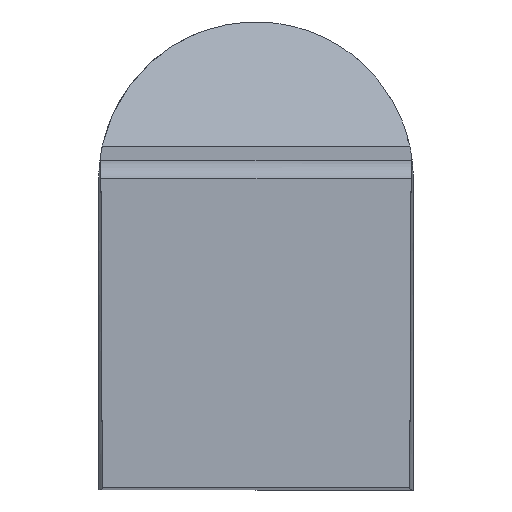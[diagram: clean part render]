
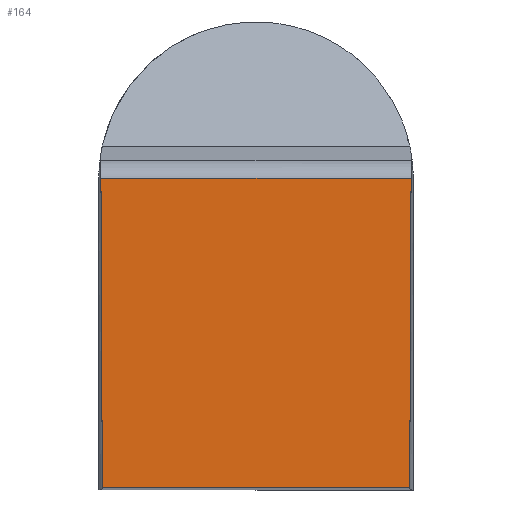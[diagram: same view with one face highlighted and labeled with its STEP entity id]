
A CAD part, top view. The second image highlights one B-rep face of the part: STEP entity #164.
In plain terms, the highlighted planar face has unit normal (0, 0, 1).
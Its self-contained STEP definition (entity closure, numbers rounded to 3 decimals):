
#121=PLANE('',#756);
#164=ADVANCED_FACE('',(#201),#121,.T.);
#201=FACE_OUTER_BOUND('',#272,.T.);
#272=EDGE_LOOP('',(#459,#460,#461,#462));
#333=LINE('',#1212,#357);
#334=LINE('',#1215,#358);
#335=LINE('',#1217,#359);
#336=LINE('',#1219,#360);
#357=VECTOR('',#931,1.);
#358=VECTOR('',#932,1.);
#359=VECTOR('',#933,1.);
#360=VECTOR('',#934,1.);
#459=ORIENTED_EDGE('',*,*,#628,.F.);
#460=ORIENTED_EDGE('',*,*,#629,.F.);
#461=ORIENTED_EDGE('',*,*,#630,.F.);
#462=ORIENTED_EDGE('',*,*,#631,.F.);
#568=VERTEX_POINT('',#1213);
#569=VERTEX_POINT('',#1214);
#570=VERTEX_POINT('',#1216);
#571=VERTEX_POINT('',#1218);
#628=EDGE_CURVE('',#568,#569,#333,.T.);
#629=EDGE_CURVE('',#570,#568,#334,.T.);
#630=EDGE_CURVE('',#571,#570,#335,.T.);
#631=EDGE_CURVE('',#569,#571,#336,.T.);
#756=AXIS2_PLACEMENT_3D('',#1220,#935,#936);
#931=DIRECTION('',(1.,0.,0.));
#932=DIRECTION('',(-0.004,1.,0.));
#933=DIRECTION('',(-1.,0.,0.));
#934=DIRECTION('',(-0.004,-1.,0.));
#935=DIRECTION('',(0.,0.,1.));
#936=DIRECTION('',(1.,0.,0.));
#1212=CARTESIAN_POINT('',(-24.95,24.875,0.));
#1213=CARTESIAN_POINT('',(-24.95,24.875,0.));
#1214=CARTESIAN_POINT('',(0.,24.875,0.));
#1215=CARTESIAN_POINT('',(-24.841,0.,0.));
#1216=CARTESIAN_POINT('',(-24.841,0.,0.));
#1217=CARTESIAN_POINT('',(-0.109,0.,0.));
#1218=CARTESIAN_POINT('',(-0.109,0.,0.));
#1219=CARTESIAN_POINT('',(0.,24.875,0.));
#1220=CARTESIAN_POINT('',(-24.95,24.875,0.));
